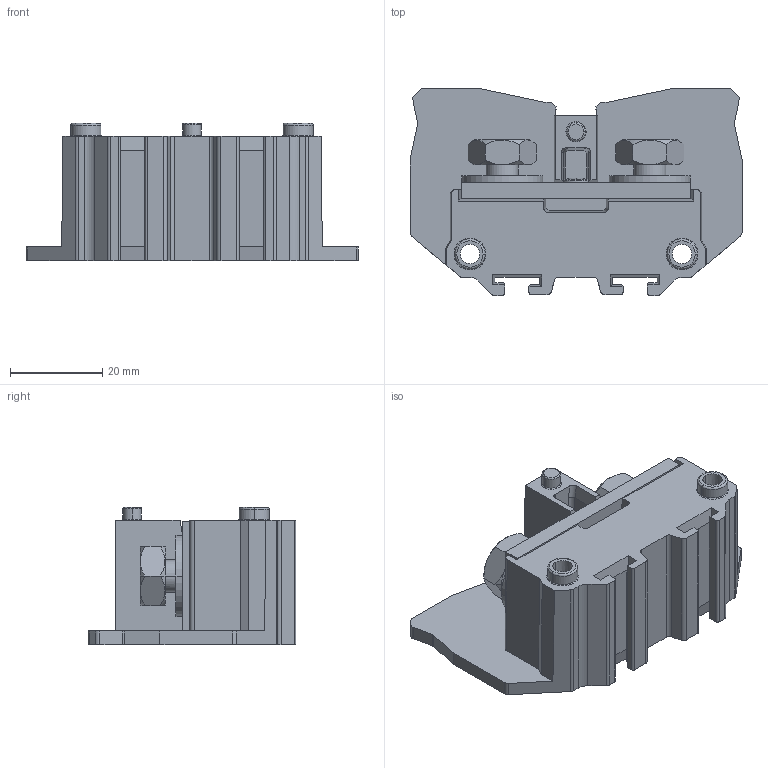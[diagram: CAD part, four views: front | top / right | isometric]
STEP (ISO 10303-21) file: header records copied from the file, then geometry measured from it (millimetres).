
FILE_DESCRIPTION((''),'2;1');
FILE_NAME('123','2022-04-30T08:58:39',('Administrator'),(''),'CREO PARAMETRIC BY PTC INC, 2016510','CREO PARAMETRIC BY PTC INC, 2016510','');
FILE_SCHEMA(('CONFIG_CONTROL_DESIGN','SHAPE_APPEARANCE_LAYERS_GROUPS'));
Length unit declared in the file: millimetre
Products named in the file (1): 123
Bounding box: 72 x 45 x 29.8 mm (x, y, z)
Volume: 38400.4 mm3; surface area: 16698.8 mm2
Topology: 1 solids, 1 shells, 376 faces, 1019 edges, 649 vertices
Faces by surface type: plane 165, cylinder 99, bspline 45, torus 36, cone 27, sphere 2, extrusion 2
Entity records: 20232 total; most frequent: CARTESIAN_POINT 11233, ORIENTED_EDGE 2026, DIRECTION 1632, EDGE_CURVE 1013, VERTEX_POINT 649, AXIS2_PLACEMENT_3D 574, VECTOR 484, LINE 482
